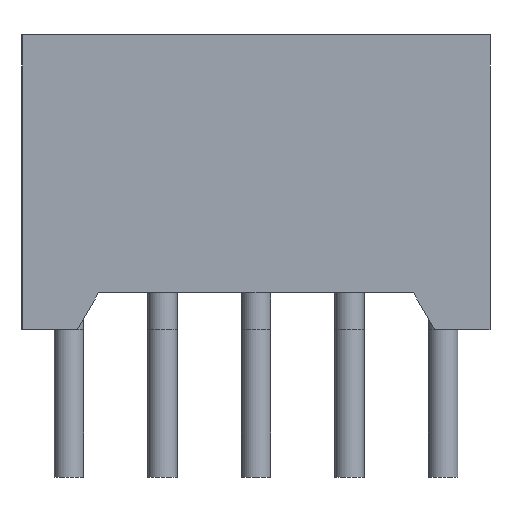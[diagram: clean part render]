
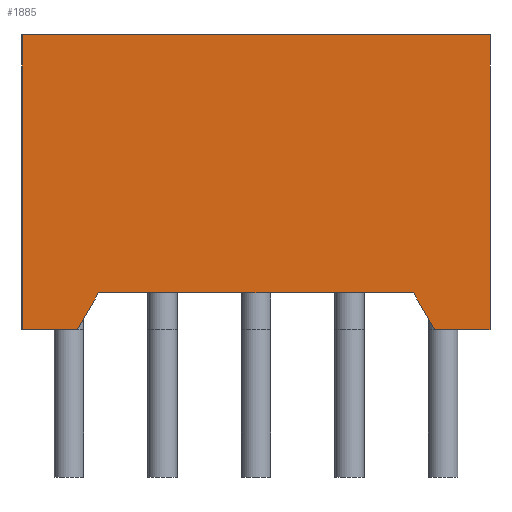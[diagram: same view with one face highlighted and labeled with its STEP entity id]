
A CAD part, front view. The second image highlights one B-rep face of the part: STEP entity #1885.
In plain terms, the highlighted planar face has unit normal (0, -1, 0).
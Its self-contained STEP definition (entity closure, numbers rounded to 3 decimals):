
#108 = DIRECTION ( 'NONE',  ( 0., 0., -1. ) ) ;
#110 = CARTESIAN_POINT ( 'NONE',  ( 6.35, -9.5, 8. ) ) ;
#182 = CARTESIAN_POINT ( 'NONE',  ( -6.35, -9.5, 0. ) ) ;
#183 = DIRECTION ( 'NONE',  ( 1., 0., 0. ) ) ;
#205 = CARTESIAN_POINT ( 'NONE',  ( 4.85, -9.5, 0. ) ) ;
#206 = DIRECTION ( 'NONE',  ( 0.5, 0., -0.866 ) ) ;
#272 = CARTESIAN_POINT ( 'NONE',  ( -4.85, -9.5, 0. ) ) ;
#275 = DIRECTION ( 'NONE',  ( 0.5, 0., 0.866 ) ) ;
#398 = CARTESIAN_POINT ( 'NONE',  ( 6.35, -9.5, 8. ) ) ;
#408 = CARTESIAN_POINT ( 'NONE',  ( 6.35, -9.5, 0. ) ) ;
#602 = CARTESIAN_POINT ( 'NONE',  ( 4.273, -9.5, 1. ) ) ;
#667 = CARTESIAN_POINT ( 'NONE',  ( -6.35, -9.5, 0. ) ) ;
#683 = CARTESIAN_POINT ( 'NONE',  ( -4.273, -9.5, 1. ) ) ;
#857 = CARTESIAN_POINT ( 'NONE',  ( -6.35, -9.5, 8. ) ) ;
#1340 = FACE_OUTER_BOUND ( 'NONE', #2349, .T. ) ;
#1885 = ADVANCED_FACE ( 'NONE', ( #1340 ), #2192, .F. ) ;
#2156 = CARTESIAN_POINT ( 'NONE',  ( -6.35, -9.5, 8. ) ) ;
#2171 = DIRECTION ( 'NONE',  ( 0., 0., 1. ) ) ;
#2192 = PLANE ( 'NONE',  #5143 ) ;
#2218 = DIRECTION ( 'NONE',  ( 0., 1., 0. ) ) ;
#2349 = EDGE_LOOP ( 'NONE', ( #2515, #2468, #2496, #2514, #2467, #2516, #2417, #2501 ) ) ;
#2417 = ORIENTED_EDGE ( 'NONE', *, *, #5704, .F. ) ;
#2467 = ORIENTED_EDGE ( 'NONE', *, *, #5837, .T. ) ;
#2468 = ORIENTED_EDGE ( 'NONE', *, *, #5872, .T. ) ;
#2496 = ORIENTED_EDGE ( 'NONE', *, *, #5739, .T. ) ;
#2501 = ORIENTED_EDGE ( 'NONE', *, *, #5708, .T. ) ;
#2514 = ORIENTED_EDGE ( 'NONE', *, *, #5848, .T. ) ;
#2515 = ORIENTED_EDGE ( 'NONE', *, *, #5681, .T. ) ;
#2516 = ORIENTED_EDGE ( 'NONE', *, *, #5800, .F. ) ;
#2533 = VERTEX_POINT ( 'NONE', #398 ) ;
#2534 = VERTEX_POINT ( 'NONE', #667 ) ;
#2551 = VERTEX_POINT ( 'NONE', #857 ) ;
#2575 = VERTEX_POINT ( 'NONE', #602 ) ;
#2579 = VERTEX_POINT ( 'NONE', #408 ) ;
#2604 = VERTEX_POINT ( 'NONE', #683 ) ;
#2611 = VERTEX_POINT ( 'NONE', #4315 ) ;
#2620 = VERTEX_POINT ( 'NONE', #4166 ) ;
#3987 = CARTESIAN_POINT ( 'NONE',  ( -6.35, -9.5, 8. ) ) ;
#4025 = CARTESIAN_POINT ( 'NONE',  ( -4.273, -9.5, 1. ) ) ;
#4029 = DIRECTION ( 'NONE',  ( 0., 0., -1. ) ) ;
#4033 = DIRECTION ( 'NONE',  ( 1., 0., 0. ) ) ;
#4166 = CARTESIAN_POINT ( 'NONE',  ( -4.85, -9.5, 0. ) ) ;
#4180 = DIRECTION ( 'NONE',  ( 1., 0., 0. ) ) ;
#4214 = CARTESIAN_POINT ( 'NONE',  ( -6.35, -9.5, 8. ) ) ;
#4282 = DIRECTION ( 'NONE',  ( 1., 0., 0. ) ) ;
#4315 = CARTESIAN_POINT ( 'NONE',  ( 4.85, -9.5, 0. ) ) ;
#4326 = CARTESIAN_POINT ( 'NONE',  ( -6.35, -9.5, 0. ) ) ;
#4373 = LINE ( 'NONE', #4326, #4379 ) ;
#4379 = VECTOR ( 'NONE', #4180, 1000. ) ;
#4419 = LINE ( 'NONE', #4214, #4424 ) ;
#4424 = VECTOR ( 'NONE', #4033, 1000. ) ;
#4427 = LINE ( 'NONE', #3987, #4432 ) ;
#4432 = VECTOR ( 'NONE', #4029, 1000. ) ;
#4483 = LINE ( 'NONE', #4025, #4486 ) ;
#4486 = VECTOR ( 'NONE', #4282, 1000. ) ;
#4586 = LINE ( 'NONE', #110, #4588 ) ;
#4588 = VECTOR ( 'NONE', #108, 1000. ) ;
#4638 = LINE ( 'NONE', #182, #4641 ) ;
#4641 = VECTOR ( 'NONE', #183, 1000. ) ;
#4659 = LINE ( 'NONE', #205, #4662 ) ;
#4662 = VECTOR ( 'NONE', #206, 1000. ) ;
#4707 = LINE ( 'NONE', #272, #4710 ) ;
#4710 = VECTOR ( 'NONE', #275, 1000. ) ;
#5143 = AXIS2_PLACEMENT_3D ( 'NONE', #2156, #2218, #2171 ) ;
#5681 = EDGE_CURVE ( 'NONE', #2534, #2620, #4373, .T. ) ;
#5704 = EDGE_CURVE ( 'NONE', #2551, #2533, #4419, .T. ) ;
#5708 = EDGE_CURVE ( 'NONE', #2551, #2534, #4427, .T. ) ;
#5739 = EDGE_CURVE ( 'NONE', #2604, #2575, #4483, .T. ) ;
#5800 = EDGE_CURVE ( 'NONE', #2533, #2579, #4586, .T. ) ;
#5837 = EDGE_CURVE ( 'NONE', #2611, #2579, #4638, .T. ) ;
#5848 = EDGE_CURVE ( 'NONE', #2575, #2611, #4659, .T. ) ;
#5872 = EDGE_CURVE ( 'NONE', #2620, #2604, #4707, .T. ) ;
